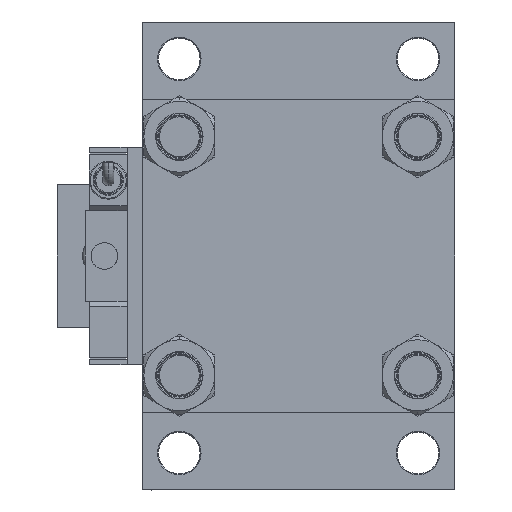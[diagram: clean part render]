
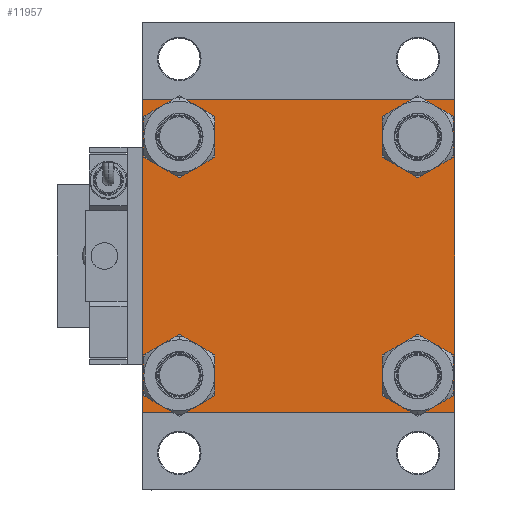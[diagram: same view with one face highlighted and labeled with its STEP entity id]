
A CAD part, left-side view. The second image highlights one B-rep face of the part: STEP entity #11957.
In plain terms, the highlighted planar face has unit normal (-1, 0, 0).
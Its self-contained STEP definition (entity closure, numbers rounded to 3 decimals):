
#15 = ORIENTED_EDGE ( 'NONE', *, *, #34314, .T. ) ;
#294 = ORIENTED_EDGE ( 'NONE', *, *, #51617, .T. ) ;
#333 = CARTESIAN_POINT ( 'NONE',  ( 0., 82.25, -82.25 ) ) ;
#1400 = DIRECTION ( 'NONE',  ( 0., 0., -1. ) ) ;
#1454 = CARTESIAN_POINT ( 'NONE',  ( 0., -82., 82.5 ) ) ;
#1508 = CARTESIAN_POINT ( 'NONE',  ( 0., 62.95, 62.95 ) ) ;
#1795 = VERTEX_POINT ( 'NONE', #14953 ) ;
#2314 = DIRECTION ( 'NONE',  ( 0., 0., -1. ) ) ;
#3527 = AXIS2_PLACEMENT_3D ( 'NONE', #52099, #32087, #48588 ) ;
#4357 = AXIS2_PLACEMENT_3D ( 'NONE', #50354, #11806, #24238 ) ;
#4887 = EDGE_LOOP ( 'NONE', ( #294, #47424 ) ) ;
#4910 = LINE ( 'NONE', #29723, #12124 ) ;
#4992 = CARTESIAN_POINT ( 'NONE',  ( 0., -62.95, 62.95 ) ) ;
#5388 = CARTESIAN_POINT ( 'NONE',  ( 0., -82.25, -82.25 ) ) ;
#5562 = EDGE_CURVE ( 'NONE', #38410, #40361, #18283, .T. ) ;
#5734 = ORIENTED_EDGE ( 'NONE', *, *, #27824, .T. ) ;
#5819 = VECTOR ( 'NONE', #6640, 1000. ) ;
#6640 = DIRECTION ( 'NONE',  ( 0., 0.707, -0.707 ) ) ;
#6826 = CARTESIAN_POINT ( 'NONE',  ( 0., 62.95, 62.95 ) ) ;
#6827 = AXIS2_PLACEMENT_3D ( 'NONE', #29084, #32362, #25051 ) ;
#7826 = CIRCLE ( 'NONE', #4357, 11.5 ) ;
#7941 = ORIENTED_EDGE ( 'NONE', *, *, #37500, .T. ) ;
#8777 = CARTESIAN_POINT ( 'NONE',  ( 0., 62.95, 74.45 ) ) ;
#9204 = AXIS2_PLACEMENT_3D ( 'NONE', #1508, #13899, #10111 ) ;
#9499 = FACE_BOUND ( 'NONE', #51161, .T. ) ;
#9528 = CARTESIAN_POINT ( 'NONE',  ( 0., -82.25, 82.25 ) ) ;
#10111 = DIRECTION ( 'NONE',  ( 0., 0., 1. ) ) ;
#10236 = VECTOR ( 'NONE', #18173, 1000. ) ;
#10684 = CIRCLE ( 'NONE', #17606, 11.5 ) ;
#11806 = DIRECTION ( 'NONE',  ( 1., 0., 0. ) ) ;
#11957 = ADVANCED_FACE ( 'NONE', ( #46520, #9499, #51632, #47588, #25960 ), #22183, .T. ) ;
#12124 = VECTOR ( 'NONE', #1400, 1000. ) ;
#12806 = CARTESIAN_POINT ( 'NONE',  ( 0., -62.95, -51.45 ) ) ;
#13646 = CARTESIAN_POINT ( 'NONE',  ( 0., -82.5, 82.5 ) ) ;
#13899 = DIRECTION ( 'NONE',  ( 1., 0., 0. ) ) ;
#13916 = EDGE_CURVE ( 'NONE', #43200, #36967, #40679, .T. ) ;
#14078 = ORIENTED_EDGE ( 'NONE', *, *, #33086, .T. ) ;
#14397 = EDGE_CURVE ( 'NONE', #28070, #29185, #41441, .T. ) ;
#14572 = LINE ( 'NONE', #35086, #18392 ) ;
#14700 = VECTOR ( 'NONE', #19405, 1000. ) ;
#14910 = ORIENTED_EDGE ( 'NONE', *, *, #36924, .F. ) ;
#14953 = CARTESIAN_POINT ( 'NONE',  ( 0., -82., -82.5 ) ) ;
#15294 = VECTOR ( 'NONE', #21851, 1000. ) ;
#15308 = CARTESIAN_POINT ( 'NONE',  ( 0., 82., -82.5 ) ) ;
#15860 = ORIENTED_EDGE ( 'NONE', *, *, #40882, .T. ) ;
#16472 = VERTEX_POINT ( 'NONE', #15308 ) ;
#17606 = AXIS2_PLACEMENT_3D ( 'NONE', #29746, #30806, #30275 ) ;
#18154 = AXIS2_PLACEMENT_3D ( 'NONE', #21927, #38131, #34870 ) ;
#18173 = DIRECTION ( 'NONE',  ( 0., 0.707, 0.707 ) ) ;
#18283 = LINE ( 'NONE', #18544, #5819 ) ;
#18392 = VECTOR ( 'NONE', #47276, 1000. ) ;
#18502 = CARTESIAN_POINT ( 'NONE',  ( 0., -62.95, 51.45 ) ) ;
#18544 = CARTESIAN_POINT ( 'NONE',  ( 0., 82.25, 82.25 ) ) ;
#19097 = ORIENTED_EDGE ( 'NONE', *, *, #37994, .T. ) ;
#19405 = DIRECTION ( 'NONE',  ( 0., -1., 0. ) ) ;
#19771 = DIRECTION ( 'NONE',  ( 0., -0.707, -0.707 ) ) ;
#19812 = DIRECTION ( 'NONE',  ( 1., 0., 0. ) ) ;
#20589 = CARTESIAN_POINT ( 'NONE',  ( 0., 82., 82.5 ) ) ;
#20710 = EDGE_CURVE ( 'NONE', #38410, #34280, #14572, .T. ) ;
#20827 = LINE ( 'NONE', #333, #22266 ) ;
#21851 = DIRECTION ( 'NONE',  ( 0., -0.707, 0.707 ) ) ;
#21927 = CARTESIAN_POINT ( 'NONE',  ( 0., 0., 0. ) ) ;
#22183 = PLANE ( 'NONE',  #18154 ) ;
#22266 = VECTOR ( 'NONE', #19771, 1000. ) ;
#23217 = CIRCLE ( 'NONE', #6827, 11.5 ) ;
#23612 = ORIENTED_EDGE ( 'NONE', *, *, #48562, .T. ) ;
#23769 = CIRCLE ( 'NONE', #48767, 11.5 ) ;
#24041 = ORIENTED_EDGE ( 'NONE', *, *, #31146, .T. ) ;
#24238 = DIRECTION ( 'NONE',  ( 0., 0., 1. ) ) ;
#25051 = DIRECTION ( 'NONE',  ( 0., 0., 1. ) ) ;
#25880 = LINE ( 'NONE', #5388, #15294 ) ;
#25960 = FACE_OUTER_BOUND ( 'NONE', #28525, .T. ) ;
#26595 = CARTESIAN_POINT ( 'NONE',  ( 0., -62.95, 74.45 ) ) ;
#27315 = VERTEX_POINT ( 'NONE', #42051 ) ;
#27824 = EDGE_CURVE ( 'NONE', #29185, #28070, #37697, .T. ) ;
#28070 = VERTEX_POINT ( 'NONE', #28700 ) ;
#28525 = EDGE_LOOP ( 'NONE', ( #7941, #14078, #15860, #24041, #14910, #15, #49733, #44006 ) ) ;
#28700 = CARTESIAN_POINT ( 'NONE',  ( 0., 62.95, -74.45 ) ) ;
#29084 = CARTESIAN_POINT ( 'NONE',  ( 0., -62.95, -62.95 ) ) ;
#29185 = VERTEX_POINT ( 'NONE', #45657 ) ;
#29569 = EDGE_CURVE ( 'NONE', #31303, #52409, #41141, .T. ) ;
#29723 = CARTESIAN_POINT ( 'NONE',  ( 0., 82.5, 82.5 ) ) ;
#29746 = CARTESIAN_POINT ( 'NONE',  ( 0., -62.95, -62.95 ) ) ;
#30275 = DIRECTION ( 'NONE',  ( 0., 0., 1. ) ) ;
#30646 = LINE ( 'NONE', #13646, #45722 ) ;
#30806 = DIRECTION ( 'NONE',  ( 1., 0., 0. ) ) ;
#31146 = EDGE_CURVE ( 'NONE', #1795, #27315, #25880, .T. ) ;
#31160 = AXIS2_PLACEMENT_3D ( 'NONE', #4992, #47109, #37655 ) ;
#31303 = VERTEX_POINT ( 'NONE', #32351 ) ;
#31533 = LINE ( 'NONE', #43963, #14700 ) ;
#31906 = VERTEX_POINT ( 'NONE', #45983 ) ;
#32087 = DIRECTION ( 'NONE',  ( 1., 0., 0. ) ) ;
#32351 = CARTESIAN_POINT ( 'NONE',  ( 0., 62.95, 51.45 ) ) ;
#32362 = DIRECTION ( 'NONE',  ( 1., 0., 0. ) ) ;
#33086 = EDGE_CURVE ( 'NONE', #36114, #16472, #20827, .T. ) ;
#33774 = ORIENTED_EDGE ( 'NONE', *, *, #14397, .T. ) ;
#34101 = LINE ( 'NONE', #9528, #10236 ) ;
#34280 = VERTEX_POINT ( 'NONE', #1454 ) ;
#34314 = EDGE_CURVE ( 'NONE', #31906, #34280, #34101, .T. ) ;
#34870 = DIRECTION ( 'NONE',  ( 0., 0., 1. ) ) ;
#35086 = CARTESIAN_POINT ( 'NONE',  ( 0., 82.5, 82.5 ) ) ;
#36114 = VERTEX_POINT ( 'NONE', #53325 ) ;
#36591 = CARTESIAN_POINT ( 'NONE',  ( 0., -62.95, -74.45 ) ) ;
#36920 = CARTESIAN_POINT ( 'NONE',  ( 0., 82.5, 82. ) ) ;
#36924 = EDGE_CURVE ( 'NONE', #31906, #27315, #30646, .T. ) ;
#36967 = VERTEX_POINT ( 'NONE', #26595 ) ;
#37500 = EDGE_CURVE ( 'NONE', #40361, #36114, #4910, .T. ) ;
#37655 = DIRECTION ( 'NONE',  ( 0., 0., 1. ) ) ;
#37697 = CIRCLE ( 'NONE', #52365, 11.5 ) ;
#37994 = EDGE_CURVE ( 'NONE', #36967, #43200, #7826, .T. ) ;
#38131 = DIRECTION ( 'NONE',  ( -1., 0., 0. ) ) ;
#38410 = VERTEX_POINT ( 'NONE', #20589 ) ;
#39374 = VERTEX_POINT ( 'NONE', #36591 ) ;
#40361 = VERTEX_POINT ( 'NONE', #36920 ) ;
#40679 = CIRCLE ( 'NONE', #31160, 11.5 ) ;
#40882 = EDGE_CURVE ( 'NONE', #16472, #1795, #31533, .T. ) ;
#41141 = CIRCLE ( 'NONE', #9204, 11.5 ) ;
#41357 = VERTEX_POINT ( 'NONE', #12806 ) ;
#41441 = CIRCLE ( 'NONE', #3527, 11.5 ) ;
#42051 = CARTESIAN_POINT ( 'NONE',  ( 0., -82.5, -82. ) ) ;
#43200 = VERTEX_POINT ( 'NONE', #18502 ) ;
#43963 = CARTESIAN_POINT ( 'NONE',  ( 0., 82.5, -82.5 ) ) ;
#44006 = ORIENTED_EDGE ( 'NONE', *, *, #5562, .T. ) ;
#44107 = DIRECTION ( 'NONE',  ( 1., 0., 0. ) ) ;
#45573 = ORIENTED_EDGE ( 'NONE', *, *, #53143, .T. ) ;
#45616 = EDGE_LOOP ( 'NONE', ( #19097, #47819 ) ) ;
#45657 = CARTESIAN_POINT ( 'NONE',  ( 0., 62.95, -51.45 ) ) ;
#45722 = VECTOR ( 'NONE', #2314, 1000. ) ;
#45983 = CARTESIAN_POINT ( 'NONE',  ( 0., -82.5, 82. ) ) ;
#46520 = FACE_BOUND ( 'NONE', #45616, .T. ) ;
#47109 = DIRECTION ( 'NONE',  ( 1., 0., 0. ) ) ;
#47276 = DIRECTION ( 'NONE',  ( 0., -1., 0. ) ) ;
#47424 = ORIENTED_EDGE ( 'NONE', *, *, #29569, .T. ) ;
#47445 = EDGE_LOOP ( 'NONE', ( #5734, #33774 ) ) ;
#47588 = FACE_BOUND ( 'NONE', #4887, .T. ) ;
#47819 = ORIENTED_EDGE ( 'NONE', *, *, #13916, .T. ) ;
#47898 = DIRECTION ( 'NONE',  ( 0., 0., 1. ) ) ;
#48180 = DIRECTION ( 'NONE',  ( 0., 0., 1. ) ) ;
#48562 = EDGE_CURVE ( 'NONE', #41357, #39374, #10684, .T. ) ;
#48588 = DIRECTION ( 'NONE',  ( 0., 0., 1. ) ) ;
#48767 = AXIS2_PLACEMENT_3D ( 'NONE', #6826, #44107, #47898 ) ;
#49733 = ORIENTED_EDGE ( 'NONE', *, *, #20710, .F. ) ;
#50354 = CARTESIAN_POINT ( 'NONE',  ( 0., -62.95, 62.95 ) ) ;
#51161 = EDGE_LOOP ( 'NONE', ( #23612, #45573 ) ) ;
#51617 = EDGE_CURVE ( 'NONE', #52409, #31303, #23769, .T. ) ;
#51632 = FACE_BOUND ( 'NONE', #47445, .T. ) ;
#51691 = CARTESIAN_POINT ( 'NONE',  ( 0., 62.95, -62.95 ) ) ;
#52099 = CARTESIAN_POINT ( 'NONE',  ( 0., 62.95, -62.95 ) ) ;
#52365 = AXIS2_PLACEMENT_3D ( 'NONE', #51691, #19812, #48180 ) ;
#52409 = VERTEX_POINT ( 'NONE', #8777 ) ;
#53143 = EDGE_CURVE ( 'NONE', #39374, #41357, #23217, .T. ) ;
#53325 = CARTESIAN_POINT ( 'NONE',  ( 0., 82.5, -82. ) ) ;
